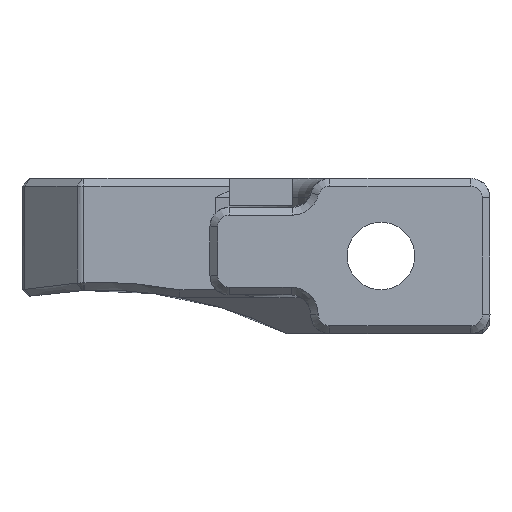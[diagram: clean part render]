
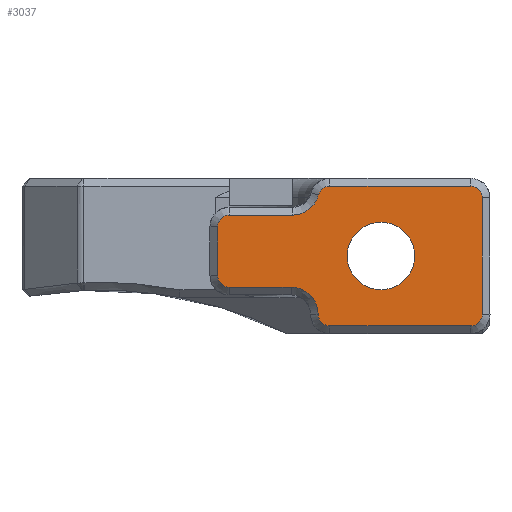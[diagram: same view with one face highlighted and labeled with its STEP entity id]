
A CAD part, front view. The second image highlights one B-rep face of the part: STEP entity #3037.
In plain terms, the highlighted planar face has unit normal (0, -1, 0).
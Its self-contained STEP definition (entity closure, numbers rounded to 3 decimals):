
#36=FACE_BOUND('',#984,.T.);
#80=CIRCLE('',#3222,1.75);
#226=LINE('',#6136,#480);
#229=LINE('',#6205,#483);
#235=LINE('',#6247,#489);
#239=LINE('',#6286,#493);
#243=LINE('',#6373,#497);
#246=LINE('',#6404,#500);
#480=VECTOR('',#3534,10.);
#483=VECTOR('',#3539,10.);
#489=VECTOR('',#3547,10.);
#493=VECTOR('',#3553,10.);
#497=VECTOR('',#3559,10.);
#500=VECTOR('',#3564,10.);
#676=PLANE('',#3221);
#806=FACE_OUTER_BOUND('',#983,.T.);
#983=EDGE_LOOP('',(#2432,#2433,#2434,#2435,#2436,#2437,#2438,#2439,#2440,
#2441,#2442,#2443,#2444,#2445));
#984=EDGE_LOOP('',(#2446));
#1201=B_SPLINE_CURVE_WITH_KNOTS('',3,(#6165,#6166,#6167,#6168,#6169),
 .UNSPECIFIED.,.F.,.F.,(4,1,4),(-0.785,0.112,0.785),
 .UNSPECIFIED.);
#1203=B_SPLINE_CURVE_WITH_KNOTS('',3,(#6198,#6199,#6200,#6201,#6202),
 .UNSPECIFIED.,.F.,.F.,(4,1,4),(0.785,1.459,2.356),
 .UNSPECIFIED.);
#1205=B_SPLINE_CURVE_WITH_KNOTS('',3,(#6237,#6238,#6239,#6240,#6241),
 .UNSPECIFIED.,.F.,.F.,(4,1,4),(-0.785,0.112,0.785),
 .UNSPECIFIED.);
#1207=B_SPLINE_CURVE_WITH_KNOTS('',3,(#6276,#6277,#6278,#6279,#6280),
 .UNSPECIFIED.,.F.,.F.,(4,1,4),(-0.785,-0.112,0.785),
 .UNSPECIFIED.);
#1208=B_SPLINE_CURVE_WITH_KNOTS('',3,(#6320,#6321,#6322,#6323,#6324,#6325,
#6326,#6327),.UNSPECIFIED.,.F.,.F.,(4,2,2,4),(0.,0.039,0.078,
0.132),.UNSPECIFIED.);
#1211=B_SPLINE_CURVE_WITH_KNOTS('',3,(#6365,#6366,#6367,#6368,#6369),
 .UNSPECIFIED.,.F.,.F.,(4,1,4),(-0.533,0.126,0.785),
 .UNSPECIFIED.);
#1212=B_SPLINE_CURVE_WITH_KNOTS('',3,(#6396,#6397,#6398,#6399,#6400),
 .UNSPECIFIED.,.F.,.F.,(4,1,4),(-0.785,0.112,0.785),
 .UNSPECIFIED.);
#1214=B_SPLINE_CURVE_WITH_KNOTS('',3,(#6430,#6431,#6432,#6433,#6434),
 .UNSPECIFIED.,.F.,.F.,(4,1,4),(0.785,1.459,2.356),
 .UNSPECIFIED.);
#1391=VERTEX_POINT('',#6129);
#1394=VERTEX_POINT('',#6134);
#1395=VERTEX_POINT('',#6157);
#1397=VERTEX_POINT('',#6190);
#1399=VERTEX_POINT('',#6204);
#1401=VERTEX_POINT('',#6229);
#1403=VERTEX_POINT('',#6243);
#1405=VERTEX_POINT('',#6268);
#1407=VERTEX_POINT('',#6282);
#1409=VERTEX_POINT('',#6319);
#1411=VERTEX_POINT('',#6358);
#1412=VERTEX_POINT('',#6371);
#1413=VERTEX_POINT('',#6394);
#1414=VERTEX_POINT('',#6402);
#1422=VERTEX_POINT('',#6494);
#1742=EDGE_CURVE('',#1394,#1391,#226,.T.);
#1745=EDGE_CURVE('',#1391,#1395,#1201,.T.);
#1748=EDGE_CURVE('',#1395,#1397,#1203,.T.);
#1749=EDGE_CURVE('',#1397,#1399,#229,.T.);
#1754=EDGE_CURVE('',#1399,#1401,#1205,.T.);
#1757=EDGE_CURVE('',#1401,#1403,#235,.T.);
#1760=EDGE_CURVE('',#1403,#1405,#1207,.T.);
#1763=EDGE_CURVE('',#1405,#1407,#239,.T.);
#1764=EDGE_CURVE('',#1407,#1409,#1208,.T.);
#1769=EDGE_CURVE('',#1409,#1411,#1211,.T.);
#1771=EDGE_CURVE('',#1411,#1412,#243,.T.);
#1773=EDGE_CURVE('',#1412,#1413,#1212,.T.);
#1775=EDGE_CURVE('',#1413,#1414,#246,.T.);
#1777=EDGE_CURVE('',#1414,#1394,#1214,.T.);
#1790=EDGE_CURVE('',#1422,#1422,#80,.T.);
#2432=ORIENTED_EDGE('',*,*,#1745,.F.);
#2433=ORIENTED_EDGE('',*,*,#1742,.F.);
#2434=ORIENTED_EDGE('',*,*,#1777,.F.);
#2435=ORIENTED_EDGE('',*,*,#1775,.F.);
#2436=ORIENTED_EDGE('',*,*,#1773,.F.);
#2437=ORIENTED_EDGE('',*,*,#1771,.F.);
#2438=ORIENTED_EDGE('',*,*,#1769,.F.);
#2439=ORIENTED_EDGE('',*,*,#1764,.F.);
#2440=ORIENTED_EDGE('',*,*,#1763,.F.);
#2441=ORIENTED_EDGE('',*,*,#1760,.F.);
#2442=ORIENTED_EDGE('',*,*,#1757,.F.);
#2443=ORIENTED_EDGE('',*,*,#1754,.F.);
#2444=ORIENTED_EDGE('',*,*,#1749,.F.);
#2445=ORIENTED_EDGE('',*,*,#1748,.F.);
#2446=ORIENTED_EDGE('',*,*,#1790,.T.);
#3037=ADVANCED_FACE('',(#806,#36),#676,.T.);
#3221=AXIS2_PLACEMENT_3D('',#6493,#3585,#3586);
#3222=AXIS2_PLACEMENT_3D('',#6495,#3587,#3588);
#3534=DIRECTION('',(-1.,0.,0.));
#3539=DIRECTION('',(-1.,0.,0.));
#3547=DIRECTION('',(0.,0.,1.));
#3553=DIRECTION('',(1.,0.,0.));
#3559=DIRECTION('',(1.,0.,0.));
#3564=DIRECTION('',(0.,0.,-1.));
#3585=DIRECTION('center_axis',(0.,-1.,0.));
#3586=DIRECTION('ref_axis',(0.,0.,-1.));
#3587=DIRECTION('center_axis',(0.,1.,0.));
#3588=DIRECTION('ref_axis',(-1.,0.,0.));
#6129=CARTESIAN_POINT('',(8.698,13.279,87.802));
#6134=CARTESIAN_POINT('',(15.995,13.279,87.802));
#6136=CARTESIAN_POINT('',(4.932,13.279,87.802));
#6157=CARTESIAN_POINT('',(8.098,13.279,88.402));
#6165=CARTESIAN_POINT('Ctrl Pts',(8.698,13.279,87.802));
#6166=CARTESIAN_POINT('Ctrl Pts',(8.518,13.279,87.802));
#6167=CARTESIAN_POINT('Ctrl Pts',(8.207,13.279,87.953));
#6168=CARTESIAN_POINT('Ctrl Pts',(8.098,13.279,88.267));
#6169=CARTESIAN_POINT('Ctrl Pts',(8.098,13.279,88.402));
#6190=CARTESIAN_POINT('',(6.698,13.279,89.802));
#6198=CARTESIAN_POINT('Ctrl Pts',(8.098,13.279,88.402));
#6199=CARTESIAN_POINT('Ctrl Pts',(8.098,13.279,88.716));
#6200=CARTESIAN_POINT('Ctrl Pts',(7.842,13.279,89.45));
#6201=CARTESIAN_POINT('Ctrl Pts',(7.117,13.279,89.802));
#6202=CARTESIAN_POINT('Ctrl Pts',(6.698,13.279,89.802));
#6204=CARTESIAN_POINT('',(3.495,13.279,89.802));
#6205=CARTESIAN_POINT('',(5.539,13.279,89.802));
#6229=CARTESIAN_POINT('',(2.895,13.279,90.402));
#6237=CARTESIAN_POINT('Ctrl Pts',(3.495,13.279,89.802));
#6238=CARTESIAN_POINT('Ctrl Pts',(3.315,13.279,89.802));
#6239=CARTESIAN_POINT('Ctrl Pts',(3.004,13.279,89.953));
#6240=CARTESIAN_POINT('Ctrl Pts',(2.895,13.279,90.267));
#6241=CARTESIAN_POINT('Ctrl Pts',(2.895,13.279,90.402));
#6243=CARTESIAN_POINT('',(2.895,13.279,92.934));
#6247=CARTESIAN_POINT('',(2.895,13.279,91.418));
#6268=CARTESIAN_POINT('',(3.495,13.279,93.534));
#6276=CARTESIAN_POINT('Ctrl Pts',(2.895,13.279,92.934));
#6277=CARTESIAN_POINT('Ctrl Pts',(2.895,13.279,93.069));
#6278=CARTESIAN_POINT('Ctrl Pts',(3.004,13.279,93.383));
#6279=CARTESIAN_POINT('Ctrl Pts',(3.315,13.279,93.534));
#6280=CARTESIAN_POINT('Ctrl Pts',(3.495,13.279,93.534));
#6282=CARTESIAN_POINT('',(6.761,13.279,93.534));
#6286=CARTESIAN_POINT('',(5.539,13.279,93.534));
#6319=CARTESIAN_POINT('',(8.117,13.279,94.584));
#6320=CARTESIAN_POINT('Ctrl Pts',(6.761,13.279,93.534));
#6321=CARTESIAN_POINT('Ctrl Pts',(6.944,13.279,93.534));
#6322=CARTESIAN_POINT('Ctrl Pts',(7.124,13.279,93.57));
#6323=CARTESIAN_POINT('Ctrl Pts',(7.461,13.279,93.708));
#6324=CARTESIAN_POINT('Ctrl Pts',(7.615,13.279,93.81));
#6325=CARTESIAN_POINT('Ctrl Pts',(7.924,13.279,94.114));
#6326=CARTESIAN_POINT('Ctrl Pts',(8.054,13.279,94.34));
#6327=CARTESIAN_POINT('Ctrl Pts',(8.117,13.279,94.584));
#6358=CARTESIAN_POINT('',(8.698,13.279,95.034));
#6365=CARTESIAN_POINT('Ctrl Pts',(8.117,13.279,94.584));
#6366=CARTESIAN_POINT('Ctrl Pts',(8.15,13.279,94.712));
#6367=CARTESIAN_POINT('Ctrl Pts',(8.303,13.279,94.944));
#6368=CARTESIAN_POINT('Ctrl Pts',(8.566,13.279,95.034));
#6369=CARTESIAN_POINT('Ctrl Pts',(8.698,13.279,95.034));
#6371=CARTESIAN_POINT('',(15.995,13.279,95.034));
#6373=CARTESIAN_POINT('',(10.187,13.279,95.034));
#6394=CARTESIAN_POINT('',(16.595,13.279,94.434));
#6396=CARTESIAN_POINT('Ctrl Pts',(15.995,13.279,95.034));
#6397=CARTESIAN_POINT('Ctrl Pts',(16.174,13.279,95.034));
#6398=CARTESIAN_POINT('Ctrl Pts',(16.485,13.279,94.883));
#6399=CARTESIAN_POINT('Ctrl Pts',(16.595,13.279,94.569));
#6400=CARTESIAN_POINT('Ctrl Pts',(16.595,13.279,94.434));
#6402=CARTESIAN_POINT('',(16.595,13.279,88.402));
#6404=CARTESIAN_POINT('',(16.595,13.279,89.91));
#6430=CARTESIAN_POINT('Ctrl Pts',(16.595,13.279,88.402));
#6431=CARTESIAN_POINT('Ctrl Pts',(16.595,13.279,88.267));
#6432=CARTESIAN_POINT('Ctrl Pts',(16.485,13.279,87.953));
#6433=CARTESIAN_POINT('Ctrl Pts',(16.174,13.279,87.802));
#6434=CARTESIAN_POINT('Ctrl Pts',(15.995,13.279,87.802));
#6493=CARTESIAN_POINT('Origin',(3.379,13.279,91.418));
#6494=CARTESIAN_POINT('',(11.348,13.279,89.668));
#6495=CARTESIAN_POINT('Origin',(11.348,13.279,91.418));
